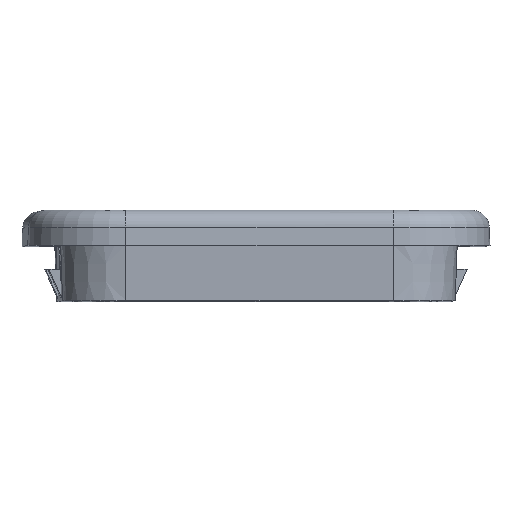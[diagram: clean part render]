
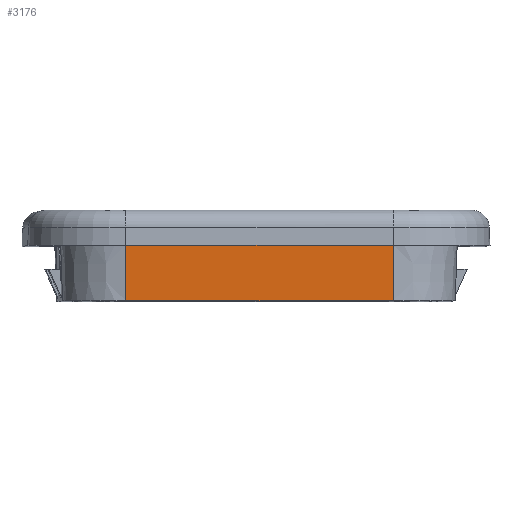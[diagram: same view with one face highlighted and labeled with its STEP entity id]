
A CAD part, top view. The second image highlights one B-rep face of the part: STEP entity #3176.
In plain terms, the highlighted planar face has unit normal (0.009, -0.035, 0.999).
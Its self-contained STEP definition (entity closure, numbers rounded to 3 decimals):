
#407=DIRECTION('',(1.,0.,-0.009));
#408=VECTOR('',#407,22.8);
#409=CARTESIAN_POINT('',(4.903,-1.,39.756));
#410=LINE('',#409,#408);
#949=DIRECTION('',(0.,-0.999,-0.035));
#950=VECTOR('',#949,4.703);
#951=CARTESIAN_POINT('',(4.903,-1.,39.756));
#952=LINE('',#951,#950);
#957=DIRECTION('',(0.,-0.999,-0.035));
#958=VECTOR('',#957,4.703);
#959=CARTESIAN_POINT('',(27.702,-1.,39.546));
#960=LINE('',#959,#958);
#988=DIRECTION('',(-1.,0.,0.009));
#989=VECTOR('',#988,22.799);
#990=CARTESIAN_POINT('',(27.701,-5.7,39.382));
#991=LINE('',#990,#989);
#1375=CARTESIAN_POINT('',(4.903,-1.,39.756));
#1376=VERTEX_POINT('',#1375);
#1377=CARTESIAN_POINT('',(27.702,-1.,39.546));
#1378=VERTEX_POINT('',#1377);
#1405=CARTESIAN_POINT('',(27.701,-5.7,39.382));
#1406=VERTEX_POINT('',#1405);
#1426=CARTESIAN_POINT('',(4.903,-5.7,39.592));
#1427=VERTEX_POINT('',#1426);
#3163=CARTESIAN_POINT('',(4.903,-5.7,39.592));
#3164=DIRECTION('',(0.009,-0.035,0.999));
#3165=DIRECTION('',(1.,0.,-0.009));
#3166=AXIS2_PLACEMENT_3D('',#3163,#3164,#3165);
#3167=PLANE('',#3166);
#3169=ORIENTED_EDGE('',*,*,#3168,.T.);
#3171=ORIENTED_EDGE('',*,*,#3170,.T.);
#3172=ORIENTED_EDGE('',*,*,#3154,.F.);
#3173=ORIENTED_EDGE('',*,*,#2398,.T.);
#3174=EDGE_LOOP('',(#3169,#3171,#3172,#3173));
#3175=FACE_OUTER_BOUND('',#3174,.F.);
#3176=ADVANCED_FACE('',(#3175),#3167,.T.);
#2398=EDGE_CURVE('',#1376,#1378,#410,.T.);
#3154=EDGE_CURVE('',#1376,#1427,#952,.T.);
#3168=EDGE_CURVE('',#1378,#1406,#960,.T.);
#3170=EDGE_CURVE('',#1406,#1427,#991,.T.);
